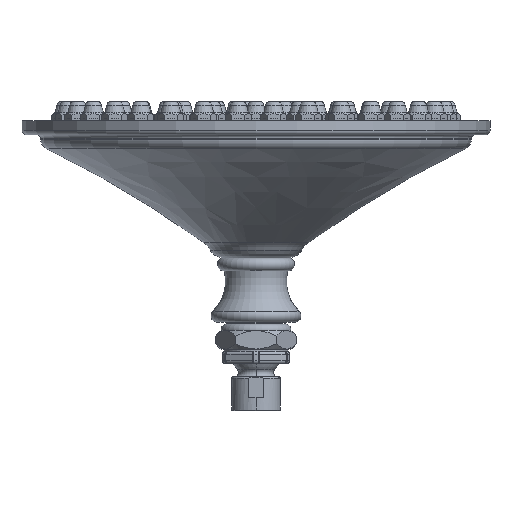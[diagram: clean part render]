
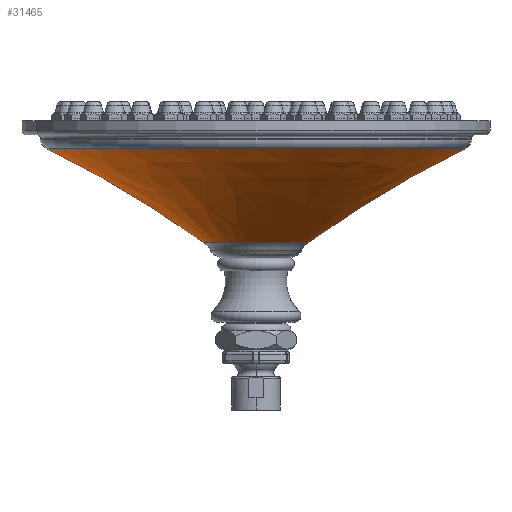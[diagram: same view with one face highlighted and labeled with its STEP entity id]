
A CAD part, left-side view. The second image highlights one B-rep face of the part: STEP entity #31465.
In plain terms, the highlighted free-form (B-spline) face has degree [3, 3] with [7, 4] control points.
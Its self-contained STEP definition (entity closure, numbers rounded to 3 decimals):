
#367=CARTESIAN_POINT('',(0.,0.,-0.546));
#368=DIRECTION('',(0.,0.,1.));
#369=DIRECTION('',(0.,1.,0.));
#370=AXIS2_PLACEMENT_3D('',#367,#368,#369);
#391=CARTESIAN_POINT('',(0.,12.777,-18.555));
#392=DIRECTION('',(-1.,0.,0.));
#393=DIRECTION('',(0.,-0.588,0.809));
#394=AXIS2_PLACEMENT_3D('',#391,#392,#393);
#399=CARTESIAN_POINT('',(0.,-12.777,-18.555));
#400=DIRECTION('',(1.,0.,0.));
#401=DIRECTION('',(0.,0.588,0.809));
#402=AXIS2_PLACEMENT_3D('',#399,#400,#401);
#407=CARTESIAN_POINT('',(0.,0.,-2.371));
#408=DIRECTION('',(0.,0.,1.));
#409=DIRECTION('',(0.,1.,0.));
#410=AXIS2_PLACEMENT_3D('',#407,#408,#409);
#27558=CARTESIAN_POINT('',(0.,4.078,-0.546));
#27560=VERTEX_POINT('',#27558);
#27572=CARTESIAN_POINT('',(0.,-4.078,-0.546));
#27574=VERTEX_POINT('',#27572);
#27587=CARTESIAN_POINT('',(0.,1.027,-2.371));
#27589=VERTEX_POINT('',#27587);
#27591=CARTESIAN_POINT('',(0.,-1.027,-2.371));
#27593=VERTEX_POINT('',#27591);
#31429=CARTESIAN_POINT('',(0.061,-0.967,
-2.413));
#31430=CARTESIAN_POINT('',(0.123,-1.963,
-1.683));
#31431=CARTESIAN_POINT('',(0.19,-3.021,
-1.049));
#31432=CARTESIAN_POINT('',(0.26,-4.134,
-0.515));
#31433=CARTESIAN_POINT('',(-0.534,-1.005,
-2.413));
#31434=CARTESIAN_POINT('',(-1.084,-2.039,
-1.683));
#31435=CARTESIAN_POINT('',(-1.669,-3.138,
-1.049));
#31436=CARTESIAN_POINT('',(-2.284,-4.294,
-0.515));
#31437=CARTESIAN_POINT('',(-0.969,-0.596,
-2.413));
#31438=CARTESIAN_POINT('',(-1.966,-1.21,
-1.683));
#31439=CARTESIAN_POINT('',(-3.027,-1.863,
-1.049));
#31440=CARTESIAN_POINT('',(-4.142,-2.549,
-0.515));
#31441=CARTESIAN_POINT('',(-0.969,0.,-2.413));
#31442=CARTESIAN_POINT('',(-1.966,0.,-1.683));
#31443=CARTESIAN_POINT('',(-3.027,0.,-1.049));
#31444=CARTESIAN_POINT('',(-4.142,0.,-0.515));
#31445=CARTESIAN_POINT('',(-0.969,0.596,-2.413));
#31446=CARTESIAN_POINT('',(-1.966,1.21,
-1.683));
#31447=CARTESIAN_POINT('',(-3.027,1.863,
-1.049));
#31448=CARTESIAN_POINT('',(-4.142,2.549,
-0.515));
#31449=CARTESIAN_POINT('',(-0.534,1.005,
-2.413));
#31450=CARTESIAN_POINT('',(-1.084,2.039,
-1.683));
#31451=CARTESIAN_POINT('',(-1.669,3.138,
-1.049));
#31452=CARTESIAN_POINT('',(-2.284,4.294,
-0.515));
#31453=CARTESIAN_POINT('',(0.061,0.967,
-2.413));
#31454=CARTESIAN_POINT('',(0.123,1.963,
-1.683));
#31455=CARTESIAN_POINT('',(0.19,3.021,
-1.049));
#31456=CARTESIAN_POINT('',(0.26,4.134,
-0.515));
#31457=(BOUNDED_SURFACE()B_SPLINE_SURFACE(3,3,((#31429,#31430,#31431,#31432),(
#31433,#31434,#31435,#31436),(#31437,#31438,#31439,#31440),(#31441,#31442,
#31443,#31444),(#31445,#31446,#31447,#31448),(#31449,#31450,#31451,#31452),(
#31453,#31454,#31455,#31456)),.UNSPECIFIED.,.F.,.F.,.F.)B_SPLINE_SURFACE_WITH_KNOTS((4,3,4),(4,4),(0.,1.,2.),(0.,1.),.UNSPECIFIED.)GEOMETRIC_REPRESENTATION_ITEM()RATIONAL_B_SPLINE_SURFACE(((1.19,1.186,
1.186,1.19),(0.94,0.937,
0.937,0.94),(0.94,0.937,
0.937,0.94),(1.19,1.186,
1.186,1.19),(0.94,0.937,
0.937,0.94),(0.94,0.937,
0.937,0.94),(1.19,1.186,
1.186,1.19)))REPRESENTATION_ITEM('')SURFACE());
#31458=ORIENTED_EDGE('',*,*,#31419,.T.);
#31459=ORIENTED_EDGE('',*,*,#31372,.T.);
#31460=ORIENTED_EDGE('',*,*,#31423,.F.);
#31462=ORIENTED_EDGE('',*,*,#31461,.F.);
#31463=EDGE_LOOP('',(#31458,#31459,#31460,#31462));
#31464=FACE_OUTER_BOUND('',#31463,.F.);
#371=CIRCLE('',#370,4.078);
#395=CIRCLE('',#394,20.);
#403=CIRCLE('',#402,20.);
#411=CIRCLE('',#410,1.027);
#31372=EDGE_CURVE('',#27560,#27574,#371,.T.);
#31419=EDGE_CURVE('',#27589,#27560,#395,.T.);
#31423=EDGE_CURVE('',#27593,#27574,#403,.T.);
#31461=EDGE_CURVE('',#27589,#27593,#411,.T.);
#31465=ADVANCED_FACE('',(#31464),#31457,.F.);
